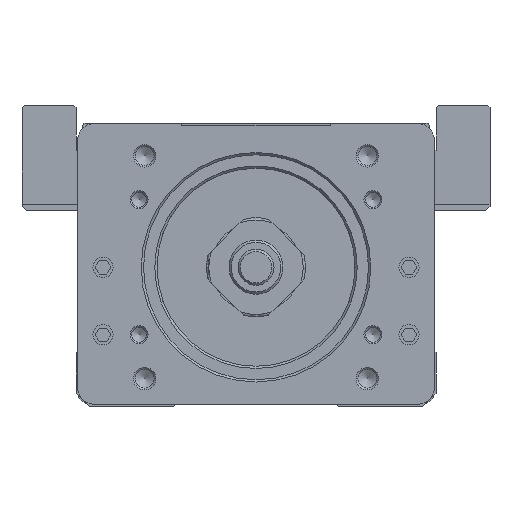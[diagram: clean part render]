
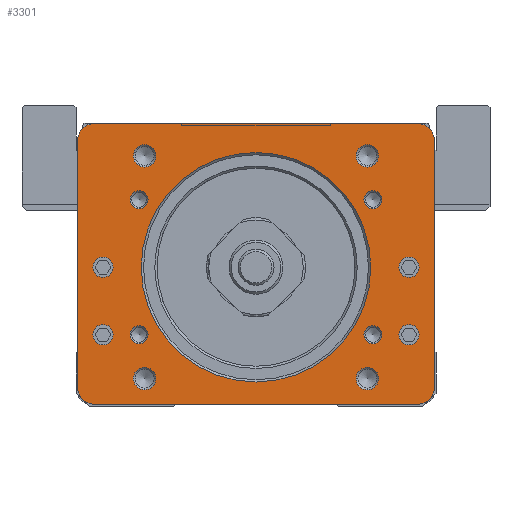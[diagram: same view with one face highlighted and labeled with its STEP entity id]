
A CAD part, front view. The second image highlights one B-rep face of the part: STEP entity #3301.
In plain terms, the highlighted planar face has unit normal (0, -1, 0).
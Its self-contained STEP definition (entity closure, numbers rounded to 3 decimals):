
#1322=FACE_BOUND('',#6650,.T.);
#1323=FACE_BOUND('',#6651,.T.);
#1324=FACE_BOUND('',#6652,.T.);
#1325=FACE_BOUND('',#6653,.T.);
#1326=FACE_BOUND('',#6654,.T.);
#1327=FACE_BOUND('',#6655,.T.);
#1328=FACE_BOUND('',#6656,.T.);
#1329=FACE_BOUND('',#6657,.T.);
#1330=FACE_BOUND('',#6658,.T.);
#1331=FACE_BOUND('',#6659,.T.);
#1332=FACE_BOUND('',#6660,.T.);
#1333=FACE_BOUND('',#6661,.T.);
#1334=FACE_BOUND('',#6662,.T.);
#1335=FACE_BOUND('',#6663,.T.);
#2058=CIRCLE('',#23924,4.);
#2059=CIRCLE('',#23926,4.);
#2060=CIRCLE('',#23928,2.);
#2061=CIRCLE('',#23930,2.);
#2062=CIRCLE('',#23932,2.);
#2063=CIRCLE('',#23934,2.);
#2064=CIRCLE('',#23936,2.5);
#2065=CIRCLE('',#23938,2.5);
#2066=CIRCLE('',#23940,2.5);
#2067=CIRCLE('',#23942,2.5);
#2068=CIRCLE('',#23944,25.5);
#2073=CIRCLE('',#23953,2.25);
#2075=CIRCLE('',#23956,2.25);
#2077=CIRCLE('',#23959,2.25);
#2079=CIRCLE('',#23962,2.25);
#2135=CIRCLE('',#24083,4.);
#2137=CIRCLE('',#24086,4.);
#3301=ADVANCED_FACE('',(#1322,#1323,#1324,#1325,#1326,#1327,#1328,#1329,
#1330,#1331,#1332,#1333,#1334,#1335),#4342,.T.);
#4342=PLANE('',#24087);
#6650=EDGE_LOOP('',(#11247));
#6651=EDGE_LOOP('',(#11248));
#6652=EDGE_LOOP('',(#11249));
#6653=EDGE_LOOP('',(#11250));
#6654=EDGE_LOOP('',(#11251));
#6655=EDGE_LOOP('',(#11252));
#6656=EDGE_LOOP('',(#11253));
#6657=EDGE_LOOP('',(#11254));
#6658=EDGE_LOOP('',(#11255));
#6659=EDGE_LOOP('',(#11256));
#6660=EDGE_LOOP('',(#11257));
#6661=EDGE_LOOP('',(#11258));
#6662=EDGE_LOOP('',(#11259));
#6663=EDGE_LOOP('',(#11260,#11261,#11262,#11263,#11264,#11265,#11266,#11267));
#11247=ORIENTED_EDGE('',*,*,#17406,.T.);
#11248=ORIENTED_EDGE('',*,*,#17405,.T.);
#11249=ORIENTED_EDGE('',*,*,#17404,.T.);
#11250=ORIENTED_EDGE('',*,*,#17403,.T.);
#11251=ORIENTED_EDGE('',*,*,#17402,.T.);
#11252=ORIENTED_EDGE('',*,*,#17401,.T.);
#11253=ORIENTED_EDGE('',*,*,#17400,.T.);
#11254=ORIENTED_EDGE('',*,*,#17399,.T.);
#11255=ORIENTED_EDGE('',*,*,#17398,.T.);
#11256=ORIENTED_EDGE('',*,*,#17418,.T.);
#11257=ORIENTED_EDGE('',*,*,#17416,.T.);
#11258=ORIENTED_EDGE('',*,*,#17414,.T.);
#11259=ORIENTED_EDGE('',*,*,#17412,.T.);
#11260=ORIENTED_EDGE('',*,*,#17557,.T.);
#11261=ORIENTED_EDGE('',*,*,#17560,.T.);
#11262=ORIENTED_EDGE('',*,*,#17561,.T.);
#11263=ORIENTED_EDGE('',*,*,#17517,.T.);
#11264=ORIENTED_EDGE('',*,*,#17396,.T.);
#11265=ORIENTED_EDGE('',*,*,#17460,.T.);
#11266=ORIENTED_EDGE('',*,*,#17393,.T.);
#11267=ORIENTED_EDGE('',*,*,#17510,.T.);
#14713=VERTEX_POINT('',#36354);
#14714=VERTEX_POINT('',#36356);
#14715=VERTEX_POINT('',#36360);
#14716=VERTEX_POINT('',#36362);
#14717=VERTEX_POINT('',#36366);
#14718=VERTEX_POINT('',#36369);
#14719=VERTEX_POINT('',#36372);
#14720=VERTEX_POINT('',#36375);
#14721=VERTEX_POINT('',#36378);
#14722=VERTEX_POINT('',#36381);
#14723=VERTEX_POINT('',#36384);
#14724=VERTEX_POINT('',#36387);
#14725=VERTEX_POINT('',#36390);
#14730=VERTEX_POINT('',#36405);
#14732=VERTEX_POINT('',#36410);
#14734=VERTEX_POINT('',#36415);
#14736=VERTEX_POINT('',#36420);
#14797=VERTEX_POINT('',#36715);
#14802=VERTEX_POINT('',#36729);
#14838=VERTEX_POINT('',#36823);
#14840=VERTEX_POINT('',#36829);
#17393=EDGE_CURVE('',#14714,#14713,#2058,.T.);
#17396=EDGE_CURVE('',#14716,#14715,#2059,.T.);
#17398=EDGE_CURVE('',#14717,#14717,#2060,.T.);
#17399=EDGE_CURVE('',#14718,#14718,#2061,.T.);
#17400=EDGE_CURVE('',#14719,#14719,#2062,.T.);
#17401=EDGE_CURVE('',#14720,#14720,#2063,.T.);
#17402=EDGE_CURVE('',#14721,#14721,#2064,.T.);
#17403=EDGE_CURVE('',#14722,#14722,#2065,.T.);
#17404=EDGE_CURVE('',#14723,#14723,#2066,.T.);
#17405=EDGE_CURVE('',#14724,#14724,#2067,.T.);
#17406=EDGE_CURVE('',#14725,#14725,#2068,.T.);
#17412=EDGE_CURVE('',#14730,#14730,#2073,.T.);
#17414=EDGE_CURVE('',#14732,#14732,#2075,.T.);
#17416=EDGE_CURVE('',#14734,#14734,#2077,.T.);
#17418=EDGE_CURVE('',#14736,#14736,#2079,.T.);
#17460=EDGE_CURVE('',#14715,#14714,#19970,.T.);
#17510=EDGE_CURVE('',#14713,#14797,#19995,.T.);
#17517=EDGE_CURVE('',#14802,#14716,#20002,.T.);
#17557=EDGE_CURVE('',#14797,#14838,#2135,.T.);
#17560=EDGE_CURVE('',#14838,#14840,#20018,.T.);
#17561=EDGE_CURVE('',#14840,#14802,#2137,.T.);
#19970=LINE('',#36565,#22106);
#19995=LINE('',#36716,#22131);
#20002=LINE('',#36728,#22138);
#20018=LINE('',#36828,#22154);
#22106=VECTOR('',#28717,1.);
#22131=VECTOR('',#28836,1.);
#22138=VECTOR('',#28845,1.);
#22154=VECTOR('',#28953,1.);
#23924=AXIS2_PLACEMENT_3D('',#36355,#28556,#28557);
#23926=AXIS2_PLACEMENT_3D('',#36361,#28562,#28563);
#23928=AXIS2_PLACEMENT_3D('',#36365,#28567,#28568);
#23930=AXIS2_PLACEMENT_3D('',#36368,#28571,#28572);
#23932=AXIS2_PLACEMENT_3D('',#36371,#28575,#28576);
#23934=AXIS2_PLACEMENT_3D('',#36374,#28579,#28580);
#23936=AXIS2_PLACEMENT_3D('',#36377,#28583,#28584);
#23938=AXIS2_PLACEMENT_3D('',#36380,#28587,#28588);
#23940=AXIS2_PLACEMENT_3D('',#36383,#28591,#28592);
#23942=AXIS2_PLACEMENT_3D('',#36386,#28595,#28596);
#23944=AXIS2_PLACEMENT_3D('',#36389,#28599,#28600);
#23953=AXIS2_PLACEMENT_3D('',#36404,#28618,#28619);
#23956=AXIS2_PLACEMENT_3D('',#36409,#28624,#28625);
#23959=AXIS2_PLACEMENT_3D('',#36414,#28630,#28631);
#23962=AXIS2_PLACEMENT_3D('',#36419,#28636,#28637);
#24083=AXIS2_PLACEMENT_3D('',#36822,#28946,#28947);
#24086=AXIS2_PLACEMENT_3D('',#36830,#28954,#28955);
#24087=AXIS2_PLACEMENT_3D('',#36831,#28956,#28957);
#28556=DIRECTION('',(0.,-1.,0.));
#28557=DIRECTION('',(1.,0.,0.));
#28562=DIRECTION('',(0.,-1.,0.));
#28563=DIRECTION('',(1.,0.,0.));
#28567=DIRECTION('',(0.,1.,0.));
#28568=DIRECTION('',(0.,0.,-1.));
#28571=DIRECTION('',(0.,1.,0.));
#28572=DIRECTION('',(0.,0.,-1.));
#28575=DIRECTION('',(0.,1.,0.));
#28576=DIRECTION('',(0.,0.,-1.));
#28579=DIRECTION('',(0.,1.,0.));
#28580=DIRECTION('',(0.,0.,-1.));
#28583=DIRECTION('',(0.,1.,0.));
#28584=DIRECTION('',(0.,0.,-1.));
#28587=DIRECTION('',(0.,1.,0.));
#28588=DIRECTION('',(0.,0.,-1.));
#28591=DIRECTION('',(0.,1.,0.));
#28592=DIRECTION('',(0.,0.,-1.));
#28595=DIRECTION('',(0.,1.,0.));
#28596=DIRECTION('',(0.,0.,-1.));
#28599=DIRECTION('',(0.,1.,0.));
#28600=DIRECTION('',(0.,0.,-1.));
#28618=DIRECTION('',(0.,1.,0.));
#28619=DIRECTION('',(0.,0.,-1.));
#28624=DIRECTION('',(0.,1.,0.));
#28625=DIRECTION('',(0.,0.,-1.));
#28630=DIRECTION('',(0.,1.,0.));
#28631=DIRECTION('',(0.,0.,-1.));
#28636=DIRECTION('',(0.,1.,0.));
#28637=DIRECTION('',(0.,0.,-1.));
#28717=DIRECTION('',(-1.,0.,0.));
#28836=DIRECTION('',(0.,0.,-1.));
#28845=DIRECTION('',(0.,0.,1.));
#28946=DIRECTION('',(0.,-1.,0.));
#28947=DIRECTION('',(1.,0.,0.));
#28953=DIRECTION('',(1.,0.,0.));
#28954=DIRECTION('',(0.,-1.,0.));
#28955=DIRECTION('',(1.,0.,0.));
#28956=DIRECTION('',(0.,-1.,0.));
#28957=DIRECTION('',(0.,0.,1.));
#36354=CARTESIAN_POINT('',(-39.7,-243.7,40.));
#36355=CARTESIAN_POINT('',(-35.7,-243.7,40.));
#36356=CARTESIAN_POINT('',(-35.7,-243.7,44.));
#36360=CARTESIAN_POINT('',(35.7,-243.7,44.));
#36361=CARTESIAN_POINT('',(35.7,-243.7,40.));
#36362=CARTESIAN_POINT('',(39.7,-243.7,40.));
#36365=CARTESIAN_POINT('',(-25.981,-243.7,27.));
#36366=CARTESIAN_POINT('',(-25.981,-243.7,25.));
#36368=CARTESIAN_POINT('',(-25.981,-243.7,-3.));
#36369=CARTESIAN_POINT('',(-25.981,-243.7,-5.));
#36371=CARTESIAN_POINT('',(25.981,-243.7,27.));
#36372=CARTESIAN_POINT('',(25.981,-243.7,25.));
#36374=CARTESIAN_POINT('',(25.981,-243.7,-3.));
#36375=CARTESIAN_POINT('',(25.981,-243.7,-5.));
#36377=CARTESIAN_POINT('',(24.749,-243.7,36.749));
#36378=CARTESIAN_POINT('',(24.749,-243.7,34.249));
#36380=CARTESIAN_POINT('',(24.749,-243.7,-12.749));
#36381=CARTESIAN_POINT('',(24.749,-243.7,-15.249));
#36383=CARTESIAN_POINT('',(-24.749,-243.7,-12.749));
#36384=CARTESIAN_POINT('',(-24.749,-243.7,-15.249));
#36386=CARTESIAN_POINT('',(-24.749,-243.7,36.749));
#36387=CARTESIAN_POINT('',(-24.749,-243.7,34.249));
#36389=CARTESIAN_POINT('',(0.,-243.7,12.));
#36390=CARTESIAN_POINT('',(0.,-243.7,-13.5));
#36404=CARTESIAN_POINT('',(34.,-243.7,12.));
#36405=CARTESIAN_POINT('',(34.,-243.7,9.75));
#36409=CARTESIAN_POINT('',(34.,-243.7,-3.));
#36410=CARTESIAN_POINT('',(34.,-243.7,-5.25));
#36414=CARTESIAN_POINT('',(-34.,-243.7,12.));
#36415=CARTESIAN_POINT('',(-34.,-243.7,9.75));
#36419=CARTESIAN_POINT('',(-34.,-243.7,-3.));
#36420=CARTESIAN_POINT('',(-34.,-243.7,-5.25));
#36565=CARTESIAN_POINT('',(35.7,-243.7,44.));
#36715=CARTESIAN_POINT('',(-39.7,-243.7,-14.5));
#36716=CARTESIAN_POINT('',(-39.7,-243.7,40.));
#36728=CARTESIAN_POINT('',(39.7,-243.7,-14.5));
#36729=CARTESIAN_POINT('',(39.7,-243.7,-14.5));
#36822=CARTESIAN_POINT('',(-35.7,-243.7,-14.5));
#36823=CARTESIAN_POINT('',(-35.7,-243.7,-18.5));
#36828=CARTESIAN_POINT('',(-35.7,-243.7,-18.5));
#36829=CARTESIAN_POINT('',(35.7,-243.7,-18.5));
#36830=CARTESIAN_POINT('',(35.7,-243.7,-14.5));
#36831=CARTESIAN_POINT('',(-35.7,-243.7,-14.5));
